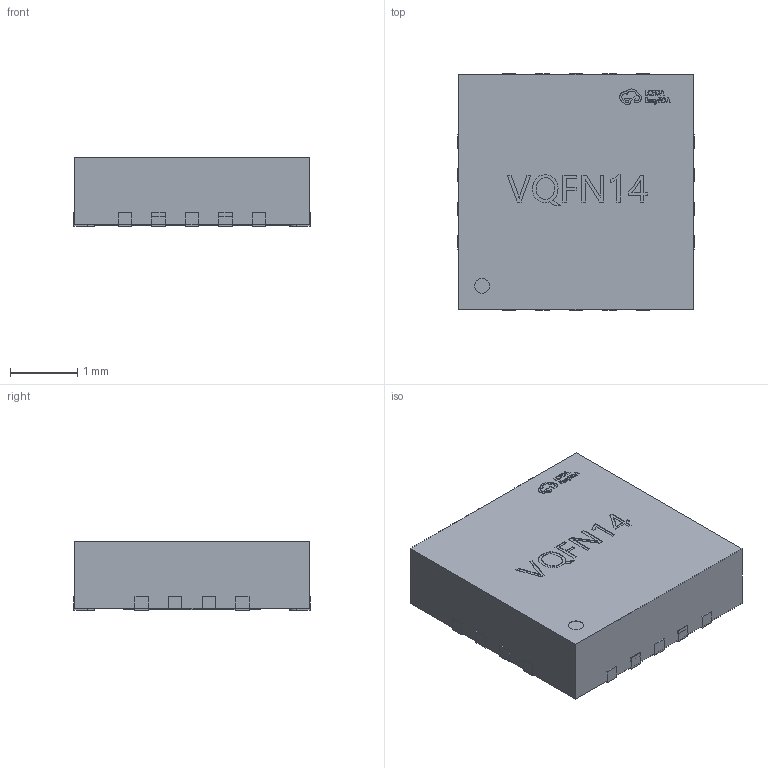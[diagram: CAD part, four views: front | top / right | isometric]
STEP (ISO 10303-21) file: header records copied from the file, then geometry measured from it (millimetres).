
FILE_DESCRIPTION (( 'STEP AP214' ), '1' );
FILE_NAME ('VQFN-14_L3.5-W3.5-H1.0-P0.50-TL.step', '2022-07-15T04:06:52', ( '' ), ( '' ), 'SwSTEP 2.0', 'SolidWorks 2020', '' );
FILE_SCHEMA (( 'AUTOMOTIVE_DESIGN' ));
Length unit declared in the file: millimetre
Products named in the file (1): VQFN-14_L3.5-W3.5-H1.0-P0.50-TL
Bounding box: 3.52 x 3.52 x 1.02 mm (x, y, z)
Surface area: 55.2 mm2
Topology: 29 solids, 29 shells, 494 faces, 1254 edges, 836 vertices
Faces by surface type: plane 346, bspline 132, cylinder 16
Entity records: 22470 total; most frequent: CARTESIAN_POINT 5653, ORIENTED_EDGE 2508, DIRECTION 1744, EDGE_CURVE 1254, VECTOR 954, LINE 954, VERTEX_POINT 836, UNCERTAINTY_MEASURE_WITH_UNIT 525
